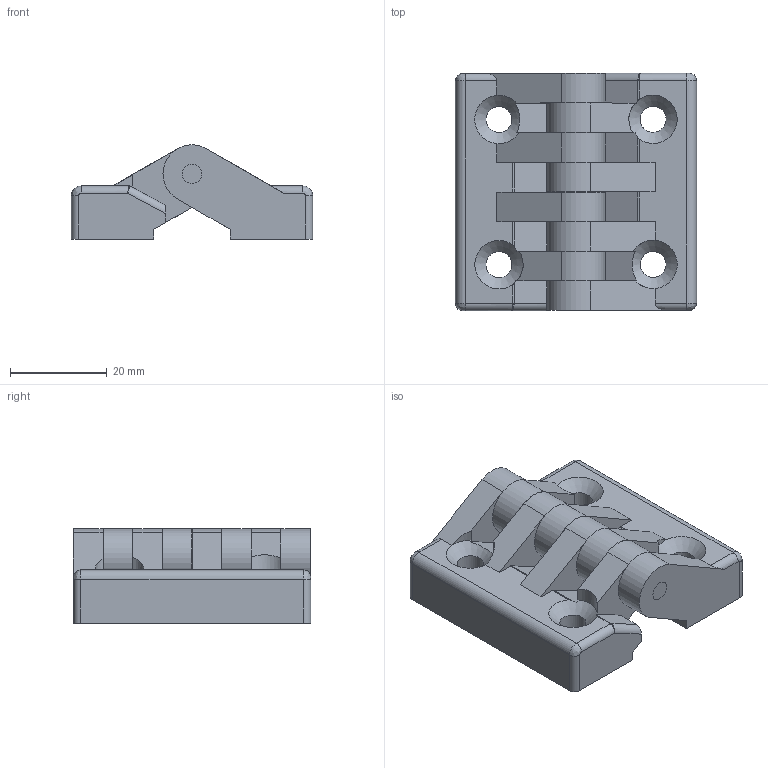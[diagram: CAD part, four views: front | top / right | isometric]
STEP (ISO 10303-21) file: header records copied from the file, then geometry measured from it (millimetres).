
FILE_DESCRIPTION(/* description */ (''),/* implementation_level */ '2;1');
FILE_NAME(/* name */ '601818.stp',/* time_stamp */ '2014-03-15T10:55:11+01:00',/* author */ ('jank'),/* organization */ ('Alutec K&K'),/* preprocessor_version */ 'ST-DEVELOPER v15.2',/* originating_system */ 'Autodesk Inventor 2014',/* authorisation */ '');
FILE_SCHEMA (('AUTOMOTIVE_DESIGN { 1 0 10303 214 3 1 1 }'));
Length unit declared in the file: millimetre
Products named in the file (1): 601818
Bounding box: 49.84 x 49.05 x 19.5 mm (x, y, z)
Volume: 22383.1 mm3; surface area: 15882.2 mm2
Topology: 3 solids, 3 shells, 325 faces, 881 edges, 580 vertices
Faces by surface type: plane 158, cylinder 157, bspline 6, cone 4
Full cylindrical faces by diameter (mm): 4 x9, 5.4 x4
Entity records: 10269 total; most frequent: CARTESIAN_POINT 1858, DIRECTION 1806, ORIENTED_EDGE 1708, EDGE_CURVE 854, AXIS2_PLACEMENT_3D 644, VERTEX_POINT 572, LINE 518, VECTOR 518
